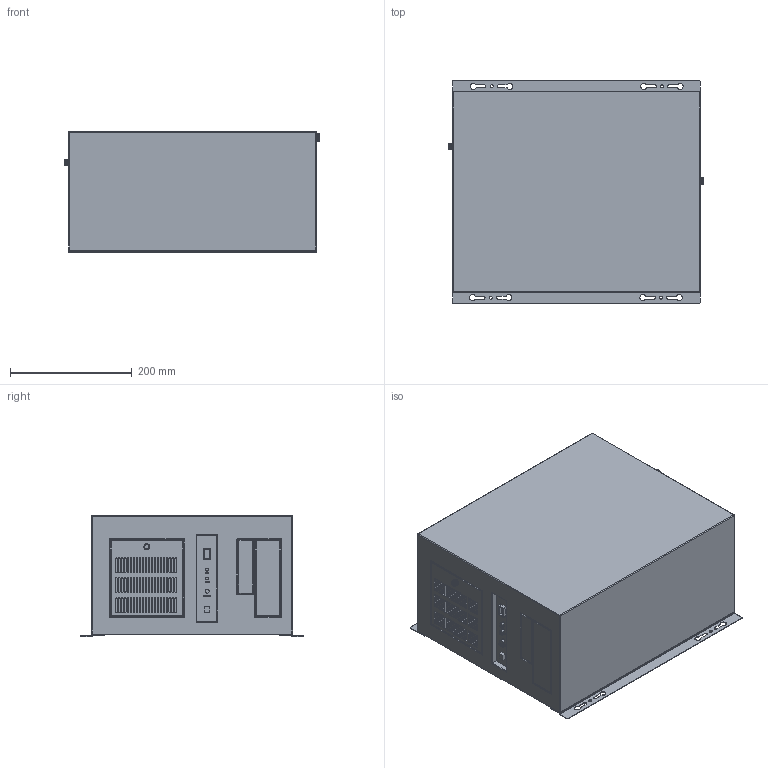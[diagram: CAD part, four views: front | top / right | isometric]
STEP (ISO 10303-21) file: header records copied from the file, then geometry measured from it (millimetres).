
FILE_DESCRIPTION (( 'STEP AP214' ), '1' );
FILE_NAME ('IPC-1730-す溫宒族境殤.STEP', '2023-02-02T03:43:53', ( '' ), ( '' ), 'SwSTEP 2.0', 'SolidWorks 2020', '' );
FILE_SCHEMA (( 'AUTOMOTIVE_DESIGN' ));
Length unit declared in the file: millimetre
Products named in the file (3): IPC-1730-す溫宒族境殤; 族境殤; IPC-1730(实心模型）
Assembly tree (3 placements, depth 2):
  IPC-1730-す溫宒族境殤
    IPC-1730(实心模型）
    族境殤  x2
Bounding box: 420 x 367.3 x 199 mm (x, y, z)
Volume: 25943024.1 mm3; surface area: 712066.5 mm2
Topology: 3 solids, 3 shells, 1521 faces, 3964 edges, 2572 vertices
Faces by surface type: plane 837, bspline 469, cylinder 175, sphere 18, cone 12, torus 10
Entity records: 63929 total; most frequent: CARTESIAN_POINT 31145, ORIENTED_EDGE 7572, DIRECTION 5089, EDGE_CURVE 3786, VECTOR 2537, LINE 2537, VERTEX_POINT 2480, EDGE_LOOP 1638
